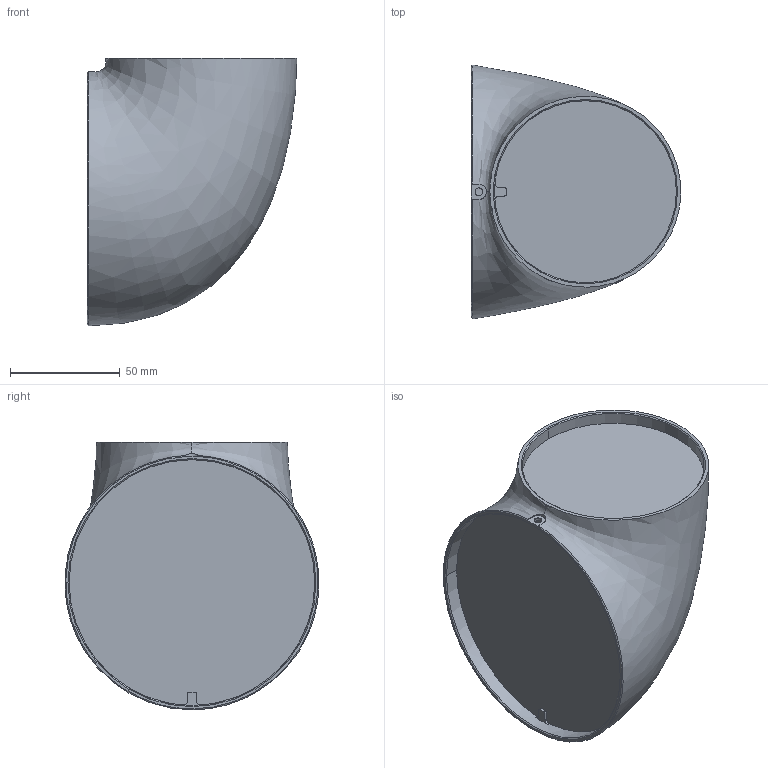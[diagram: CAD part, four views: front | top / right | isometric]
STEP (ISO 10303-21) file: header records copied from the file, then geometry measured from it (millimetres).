
FILE_DESCRIPTION (( 'STEP AP203' ), '1' );
FILE_NAME ('i10_21_Default_sldprt.STEP', '2023-11-12T11:46:06', ( '' ), ( '' ), 'SwSTEP 2.0', 'SolidWorks 2021', '' );
FILE_SCHEMA (( 'CONFIG_CONTROL_DESIGN' ));
Length unit declared in the file: millimetre
Products named in the file (1): i10_21_Default_sldprt
Bounding box: 95.5 x 115.69 x 122 mm (x, y, z)
Volume: 643729.9 mm3; surface area: 50008.2 mm2
Topology: 1 solids, 1 shells, 38 faces, 97 edges, 63 vertices
Faces by surface type: cylinder 15, plane 15, cone 4, bspline 4
Entity records: 3388 total; most frequent: CARTESIAN_POINT 2400, ORIENTED_EDGE 194, DIRECTION 183, EDGE_CURVE 97, AXIS2_PLACEMENT_3D 70, VERTEX_POINT 63, LINE 43, VECTOR 43
